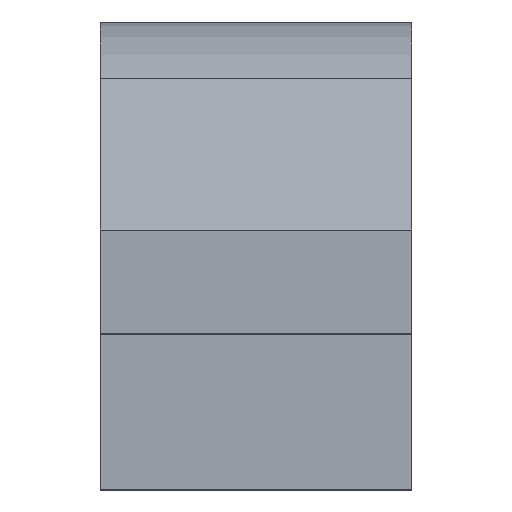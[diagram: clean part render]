
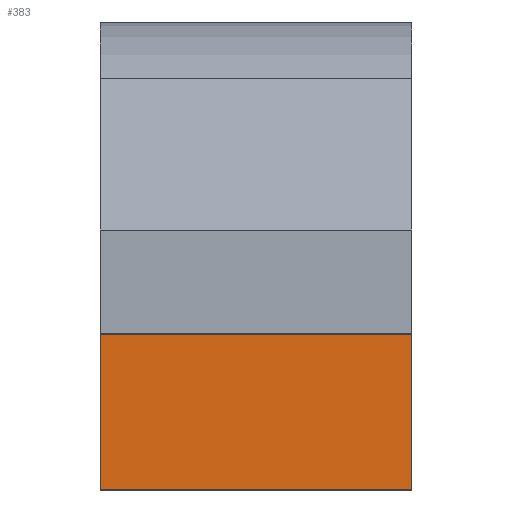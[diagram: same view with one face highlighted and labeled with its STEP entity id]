
A CAD part, front view. The second image highlights one B-rep face of the part: STEP entity #383.
In plain terms, the highlighted planar face has unit normal (0, -1, 0).
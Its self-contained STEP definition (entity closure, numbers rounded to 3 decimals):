
#21=PLANE('',#413);
#41=FACE_OUTER_BOUND('',#61,.T.);
#61=EDGE_LOOP('',(#315,#316,#317,#318));
#85=LINE('',#567,#131);
#100=LINE('',#604,#146);
#101=LINE('',#607,#147);
#102=LINE('',#608,#148);
#131=VECTOR('',#453,3.);
#146=VECTOR('',#490,6.);
#147=VECTOR('',#493,3.);
#148=VECTOR('',#494,6.);
#187=VERTEX_POINT('',#564);
#188=VERTEX_POINT('',#566);
#199=VERTEX_POINT('',#602);
#200=VERTEX_POINT('',#606);
#225=EDGE_CURVE('',#187,#188,#85,.T.);
#244=EDGE_CURVE('',#187,#199,#100,.T.);
#245=EDGE_CURVE('',#200,#199,#101,.T.);
#246=EDGE_CURVE('',#188,#200,#102,.T.);
#315=ORIENTED_EDGE('',*,*,#225,.F.);
#316=ORIENTED_EDGE('',*,*,#244,.T.);
#317=ORIENTED_EDGE('',*,*,#245,.F.);
#318=ORIENTED_EDGE('',*,*,#246,.F.);
#383=ADVANCED_FACE('',(#41),#21,.T.);
#413=AXIS2_PLACEMENT_3D('',#605,#491,#492);
#453=DIRECTION('',(0.,0.,1.));
#490=DIRECTION('',(1.,0.,0.));
#491=DIRECTION('center_axis',(0.,-1.,0.));
#492=DIRECTION('ref_axis',(0.,0.,-1.));
#493=DIRECTION('',(0.,0.,-1.));
#494=DIRECTION('',(1.,0.,0.));
#564=CARTESIAN_POINT('',(0.,-3.,0.));
#566=CARTESIAN_POINT('',(0.,-3.,3.));
#567=CARTESIAN_POINT('',(0.,-3.,0.));
#602=CARTESIAN_POINT('',(6.,-3.,0.));
#604=CARTESIAN_POINT('',(0.,-3.,0.));
#605=CARTESIAN_POINT('Origin',(0.,-3.,3.));
#606=CARTESIAN_POINT('',(6.,-3.,3.));
#607=CARTESIAN_POINT('',(6.,-3.,0.));
#608=CARTESIAN_POINT('',(0.,-3.,3.));
